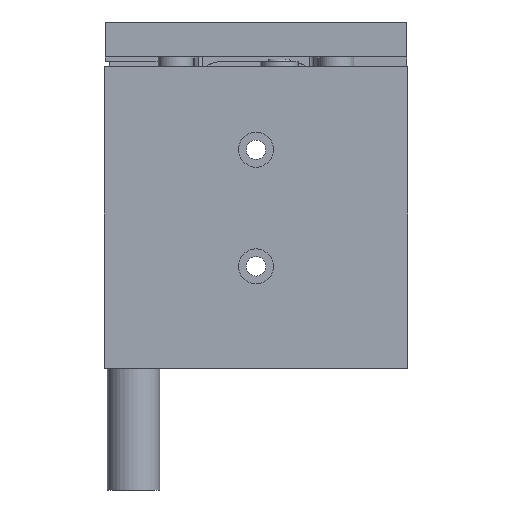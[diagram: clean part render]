
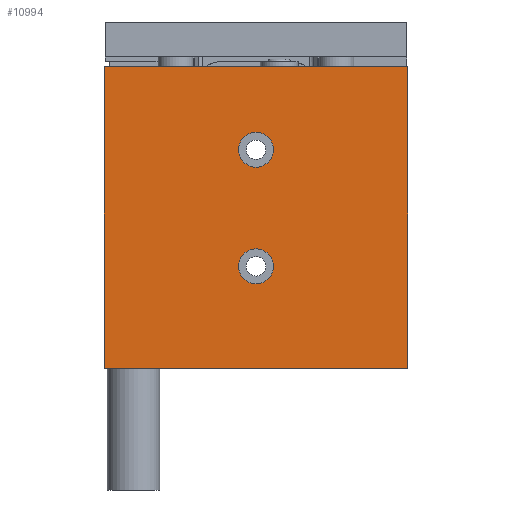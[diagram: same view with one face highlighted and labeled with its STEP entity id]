
A CAD part, front view. The second image highlights one B-rep face of the part: STEP entity #10994.
In plain terms, the highlighted planar face has unit normal (0, -1, 0).
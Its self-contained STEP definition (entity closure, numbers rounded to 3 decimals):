
#136=LINE('',#16062,#858);
#192=LINE('',#16192,#914);
#223=LINE('',#16295,#945);
#224=LINE('',#16301,#946);
#858=VECTOR('',#12891,1000.);
#914=VECTOR('',#12983,1000.);
#945=VECTOR('',#13070,1000.);
#946=VECTOR('',#13077,1000.);
#1574=PLANE('',#11680);
#2036=ORIENTED_EDGE('',*,*,#4667,.F.);
#2037=ORIENTED_EDGE('',*,*,#4668,.F.);
#2038=ORIENTED_EDGE('',*,*,#4547,.F.);
#2039=ORIENTED_EDGE('',*,*,#4666,.F.);
#2040=ORIENTED_EDGE('',*,*,#4613,.T.);
#2041=ORIENTED_EDGE('',*,*,#4669,.T.);
#4547=EDGE_CURVE('',#5876,#5877,#136,.T.);
#4613=EDGE_CURVE('',#5933,#5932,#192,.T.);
#4666=EDGE_CURVE('',#5933,#5876,#223,.T.);
#4667=EDGE_CURVE('',#5977,#5977,#6844,.T.);
#4668=EDGE_CURVE('',#5978,#5978,#6845,.T.);
#4669=EDGE_CURVE('',#5932,#5877,#224,.T.);
#5876=VERTEX_POINT('',#16061);
#5877=VERTEX_POINT('',#16063);
#5932=VERTEX_POINT('',#16191);
#5933=VERTEX_POINT('',#16193);
#5977=VERTEX_POINT('',#16298);
#5978=VERTEX_POINT('',#16300);
#6844=CIRCLE('',#11681,6.);
#6845=CIRCLE('',#11682,6.);
#7410=EDGE_LOOP('',(#2036));
#7411=EDGE_LOOP('',(#2037));
#7412=EDGE_LOOP('',(#2038,#2039,#2040,#2041));
#8268=FACE_BOUND('',#7410,.T.);
#8269=FACE_BOUND('',#7411,.T.);
#8270=FACE_BOUND('',#7412,.T.);
#10994=ADVANCED_FACE('',(#8268,#8269,#8270),#1574,.T.);
#11680=AXIS2_PLACEMENT_3D('',#16296,#13071,#13072);
#11681=AXIS2_PLACEMENT_3D('',#16297,#13073,#13074);
#11682=AXIS2_PLACEMENT_3D('',#16299,#13075,#13076);
#12891=DIRECTION('',(1.,0.,0.));
#12983=DIRECTION('',(1.,0.,0.));
#13070=DIRECTION('',(0.,0.,1.));
#13071=DIRECTION('',(0.,-1.,0.));
#13072=DIRECTION('',(0.,0.,-1.));
#13073=DIRECTION('',(0.,-1.,0.));
#13074=DIRECTION('',(0.,0.,-1.));
#13075=DIRECTION('',(0.,-1.,0.));
#13076=DIRECTION('',(0.,0.,-1.));
#13077=DIRECTION('',(0.,0.,1.));
#16061=CARTESIAN_POINT('',(-52.,0.,0.));
#16062=CARTESIAN_POINT('',(-52.,0.,0.));
#16063=CARTESIAN_POINT('',(52.,0.,0.));
#16191=CARTESIAN_POINT('',(52.,0.,-103.5));
#16192=CARTESIAN_POINT('',(-52.,0.,-103.5));
#16193=CARTESIAN_POINT('',(-52.,0.,-103.5));
#16295=CARTESIAN_POINT('',(-52.,0.,-103.5));
#16296=CARTESIAN_POINT('',(-52.,0.,-103.5));
#16297=CARTESIAN_POINT('',(0.,0.,-68.5));
#16298=CARTESIAN_POINT('',(0.,0.,-74.5));
#16299=CARTESIAN_POINT('',(0.,0.,-28.5));
#16300=CARTESIAN_POINT('',(0.,0.,-34.5));
#16301=CARTESIAN_POINT('',(52.,0.,-103.5));
